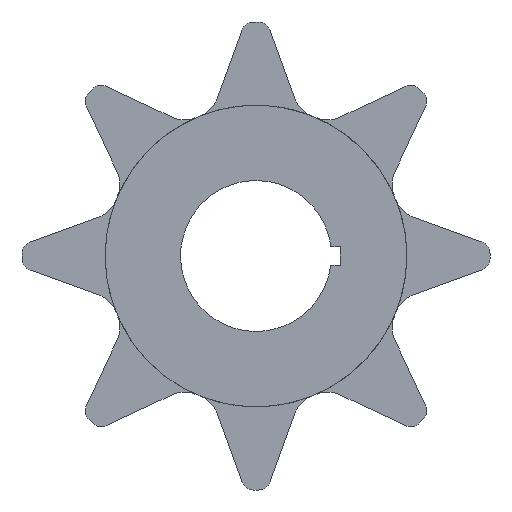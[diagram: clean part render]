
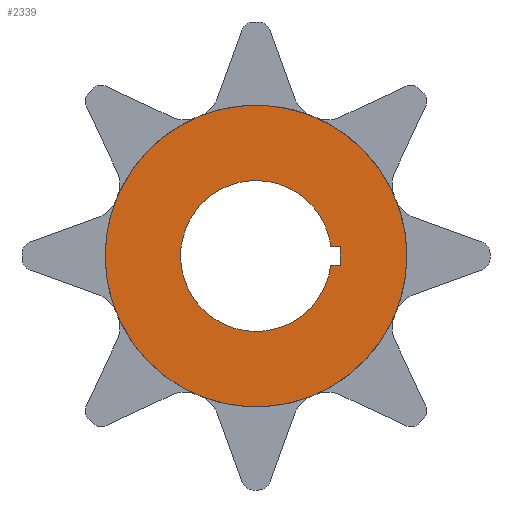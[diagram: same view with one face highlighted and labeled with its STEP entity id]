
A CAD part, front view. The second image highlights one B-rep face of the part: STEP entity #2339.
In plain terms, the highlighted planar face has unit normal (0, -1, 0).
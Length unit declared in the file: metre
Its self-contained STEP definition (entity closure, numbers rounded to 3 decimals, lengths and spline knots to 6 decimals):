
#44 = CARTESIAN_POINT('NONE', (0.002, 0, -0));
#45 = VERTEX_POINT('NONE', #44);
#48 = CARTESIAN_POINT('NONE', (0.000992, 0, -0.000125));
#49 = VERTEX_POINT('NONE', #48);
#50 = CARTESIAN_POINT('NONE', (0.000992, 0, 0.000125));
#51 = VERTEX_POINT('NONE', #50);
#56 = CARTESIAN_POINT('NONE', (0.001117, 0, 0.000125));
#57 = VERTEX_POINT('NONE', #56);
#60 = CARTESIAN_POINT('NONE', (0.001117, 0, -0.000125));
#61 = VERTEX_POINT('NONE', #60);
#464 = CARTESIAN_POINT('NONE', (0.002, 0, -0));
#465 = CARTESIAN_POINT('NONE', (0.002, 0, -0.002));
#466 = CARTESIAN_POINT('NONE', (0., 0, -0.002));
#467 = CARTESIAN_POINT('NONE', (-0.002, 0, -0.002));
#468 = CARTESIAN_POINT('NONE', (-0.002, 0, 0.));
#469 = CARTESIAN_POINT('NONE', (-0.002, 0, 0.002));
#470 = CARTESIAN_POINT('NONE', (0., 0, 0.002));
#471 = CARTESIAN_POINT('NONE', (0.002, 0, 0.002));
#472 = CARTESIAN_POINT('NONE', (0.002, 0, -0));
#473 = (
  BOUNDED_CURVE()
  B_SPLINE_CURVE(2, (#464, #465, #466, #467, #468, #469, #470, #471, #472), .UNSPECIFIED., .F., .F.)
  B_SPLINE_CURVE_WITH_KNOTS((3, 2, 2, 2, 3), (0, 0.25, 0.5, 0.75, 1), .UNSPECIFIED.)
  CURVE()
  GEOMETRIC_REPRESENTATION_ITEM()
  RATIONAL_B_SPLINE_CURVE((1, 0.707, 1, 0.707, 1, 0.707, 1, 0.707, 1))
  REPRESENTATION_ITEM('NONE')
);
#488 = CARTESIAN_POINT('NONE', (0.000992, 0, -0.000125));
#489 = CARTESIAN_POINT('NONE', (0.000875, 0, -0.001057));
#490 = CARTESIAN_POINT('NONE', (-0.000063, 0, -0.000998));
#491 = CARTESIAN_POINT('NONE', (-0.001, 0, -0.000939));
#492 = CARTESIAN_POINT('NONE', (-0.001, 0, 0.));
#493 = CARTESIAN_POINT('NONE', (-0.001, 0, 0.000939));
#494 = CARTESIAN_POINT('NONE', (-0.000063, 0, 0.000998));
#495 = CARTESIAN_POINT('NONE', (0.000875, 0, 0.001057));
#496 = CARTESIAN_POINT('NONE', (0.000992, 0, 0.000125));
#497 = (
  BOUNDED_CURVE()
  B_SPLINE_CURVE(2, (#488, #489, #490, #491, #492, #493, #494, #495, #496), .UNSPECIFIED., .F., .F.)
  B_SPLINE_CURVE_WITH_KNOTS((3, 2, 2, 2, 3), (-2.5, -2, -1.5, -1., -0.5), .UNSPECIFIED.)
  CURVE()
  GEOMETRIC_REPRESENTATION_ITEM()
  RATIONAL_B_SPLINE_CURVE((1, 0.729, 1, 0.729, 1, 0.729, 1, 0.729, 1))
  REPRESENTATION_ITEM('NONE')
);
#516 = DIRECTION('NONE', (1, 0, 0));
#517 = VECTOR('NONE', #516, 1);
#518 = CARTESIAN_POINT('NONE', (0.000992, 0, 0.000125));
#519 = LINE('NONE', #518, #517);
#528 = DIRECTION('NONE', (0, 0, -1));
#529 = VECTOR('NONE', #528, 1);
#530 = CARTESIAN_POINT('NONE', (0.001117, 0, 0.000125));
#531 = LINE('NONE', #530, #529);
#540 = DIRECTION('NONE', (-1, 0, 0));
#541 = VECTOR('NONE', #540, 1);
#542 = CARTESIAN_POINT('NONE', (0.001117, 0, -0.000125));
#543 = LINE('NONE', #542, #541);
#1418 = EDGE_CURVE('NONE', #45, #45, #473, .T.);
#1421 = EDGE_CURVE('NONE', #49, #51, #497, .T.);
#1425 = EDGE_CURVE('NONE', #51, #57, #519, .T.);
#1428 = EDGE_CURVE('NONE', #57, #61, #531, .T.);
#1431 = EDGE_CURVE('NONE', #61, #49, #543, .T.);
#1728 = CARTESIAN_POINT('NONE', (0, 0, -0));
#1729 = DIRECTION('NONE', (0, 1, 0));
#1730 = AXIS2_PLACEMENT_3D('NONE', #1728, #1729, $);
#1731 = PLANE('NONE', #1730);
#2330 = ORIENTED_EDGE('NONE', *, *, #1418, .T.);
#2331 = ORIENTED_EDGE('NONE', *, *, #1431, .F.);
#2332 = ORIENTED_EDGE('NONE', *, *, #1428, .F.);
#2333 = ORIENTED_EDGE('NONE', *, *, #1425, .F.);
#2334 = ORIENTED_EDGE('NONE', *, *, #1421, .F.);
#2335 = EDGE_LOOP('NONE', (#2330));
#2336 = FACE_BOUND('NONE', #2335, .F.);
#2337 = EDGE_LOOP('NONE', (#2331, #2332, #2333, #2334));
#2338 = FACE_BOUND('NONE', #2337, .F.);
#2339 = ADVANCED_FACE('NONE', (#2336, #2338), #1731, .F.);
